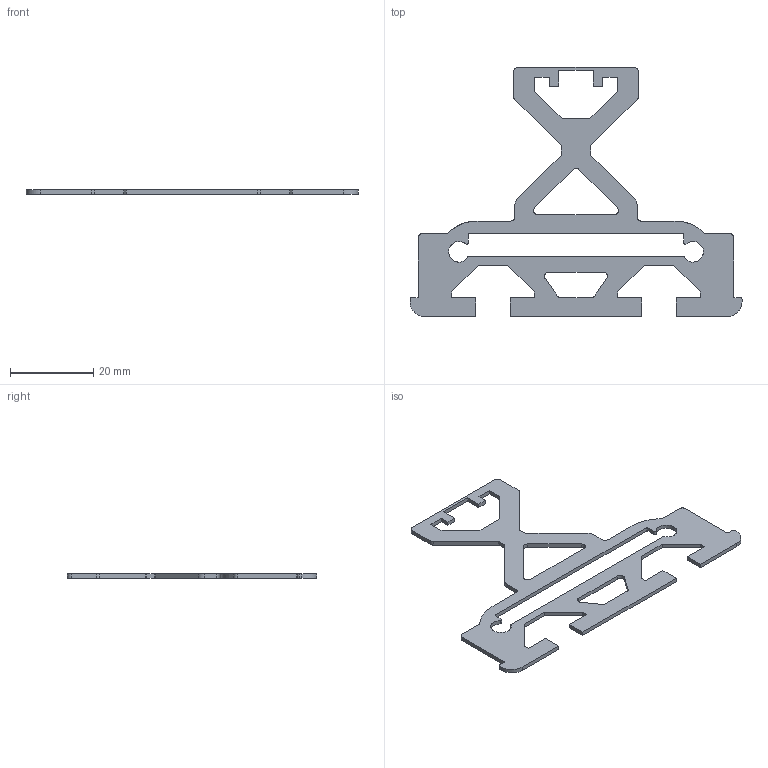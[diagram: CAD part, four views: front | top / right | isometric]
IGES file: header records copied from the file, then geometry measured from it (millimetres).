
Global section: file name: SP140; native system: Autodesk Inventor 2015; preprocessor: unknown; date: 20150904.080215; units: millimetre
Bounding box: 80 x 60 x 1 mm (x, y, z)
Volume: 1500.9 mm3; surface area: 3659.2 mm2
Topology: 1 solids, 1 shells, 112 faces, 330 edges, 220 vertices
Faces by surface type: bspline 112
